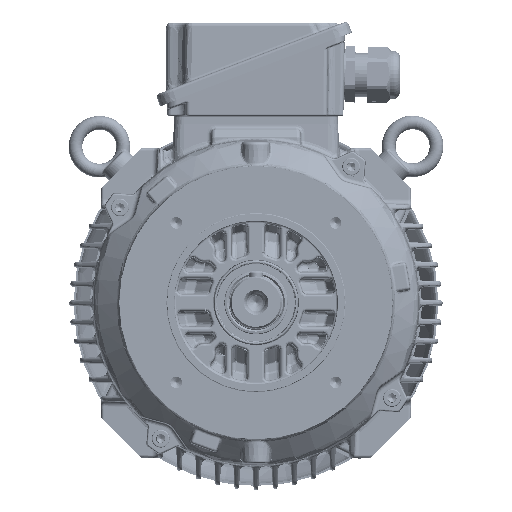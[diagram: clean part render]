
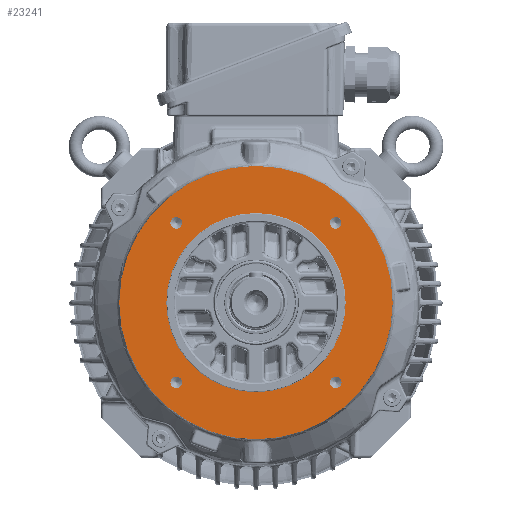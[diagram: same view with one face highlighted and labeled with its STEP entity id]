
A CAD part, top view. The second image highlights one B-rep face of the part: STEP entity #23241.
In plain terms, the highlighted planar face has unit normal (0, 0, 1).
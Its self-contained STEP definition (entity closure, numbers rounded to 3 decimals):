
#4305=FACE_BOUND('',#33753,.T.);
#4306=FACE_BOUND('',#33754,.T.);
#4307=FACE_BOUND('',#33755,.T.);
#4308=FACE_BOUND('',#33756,.T.);
#4309=FACE_BOUND('',#33757,.T.);
#4310=FACE_BOUND('',#33758,.T.);
#5223=PLANE('',#93859);
#23241=ADVANCED_FACE('',(#4305,#4306,#4307,#4308,#4309,#4310),#5223,.F.);
#33753=EDGE_LOOP('',(#54747));
#33754=EDGE_LOOP('',(#54748));
#33755=EDGE_LOOP('',(#54749));
#33756=EDGE_LOOP('',(#54750));
#33757=EDGE_LOOP('',(#54751));
#33758=EDGE_LOOP('',(#54752));
#54747=ORIENTED_EDGE('',*,*,#79420,.T.);
#54748=ORIENTED_EDGE('',*,*,#79422,.T.);
#54749=ORIENTED_EDGE('',*,*,#79424,.T.);
#54750=ORIENTED_EDGE('',*,*,#79426,.T.);
#54751=ORIENTED_EDGE('',*,*,#79427,.T.);
#54752=ORIENTED_EDGE('',*,*,#79430,.F.);
#66288=VERTEX_POINT('',#203580);
#66291=VERTEX_POINT('',#203587);
#66294=VERTEX_POINT('',#203594);
#66297=VERTEX_POINT('',#203601);
#66299=VERTEX_POINT('',#203606);
#66302=VERTEX_POINT('',#203613);
#79420=EDGE_CURVE('',#66288,#66288,#85727,.T.);
#79422=EDGE_CURVE('',#66291,#66291,#85729,.T.);
#79424=EDGE_CURVE('',#66294,#66294,#85731,.T.);
#79426=EDGE_CURVE('',#66297,#66297,#85733,.T.);
#79427=EDGE_CURVE('',#66299,#66299,#85734,.T.);
#79430=EDGE_CURVE('',#66302,#66302,#85737,.T.);
#85727=CIRCLE('',#93790,4.25);
#85729=CIRCLE('',#93794,4.25);
#85731=CIRCLE('',#93798,4.25);
#85733=CIRCLE('',#93802,4.25);
#85734=CIRCLE('',#93805,65.6);
#85737=CIRCLE('',#93809,100.);
#93790=AXIS2_PLACEMENT_3D('',#203579,#113198,#113199);
#93794=AXIS2_PLACEMENT_3D('',#203586,#113206,#113207);
#93798=AXIS2_PLACEMENT_3D('',#203593,#113214,#113215);
#93802=AXIS2_PLACEMENT_3D('',#203600,#113222,#113223);
#93805=AXIS2_PLACEMENT_3D('',#203605,#113228,#113229);
#93809=AXIS2_PLACEMENT_3D('',#203612,#113236,#113237);
#93859=AXIS2_PLACEMENT_3D('',#204203,#113376,#113377);
#113198=DIRECTION('',(0.,0.,-1.));
#113199=DIRECTION('',(-1.,0.,0.));
#113206=DIRECTION('',(0.,0.,-1.));
#113207=DIRECTION('',(-1.,0.,0.));
#113214=DIRECTION('',(0.,0.,-1.));
#113215=DIRECTION('',(-1.,0.,0.));
#113222=DIRECTION('',(0.,0.,-1.));
#113223=DIRECTION('',(-1.,0.,0.));
#113228=DIRECTION('',(0.,0.,-1.));
#113229=DIRECTION('',(-1.,0.,0.));
#113236=DIRECTION('',(0.,0.,-1.));
#113237=DIRECTION('',(-1.,0.,0.));
#113376=DIRECTION('',(0.,0.,-1.));
#113377=DIRECTION('',(-1.,0.,0.));
#203579=CARTESIAN_POINT('',(58.336,-58.336,0.));
#203580=CARTESIAN_POINT('',(54.086,-58.336,0.));
#203586=CARTESIAN_POINT('',(-58.336,-58.336,0.));
#203587=CARTESIAN_POINT('',(-62.586,-58.336,0.));
#203593=CARTESIAN_POINT('',(-58.336,58.336,0.));
#203594=CARTESIAN_POINT('',(-62.586,58.336,0.));
#203600=CARTESIAN_POINT('',(58.336,58.336,0.));
#203601=CARTESIAN_POINT('',(54.086,58.336,0.));
#203605=CARTESIAN_POINT('',(0.,0.,0.));
#203606=CARTESIAN_POINT('',(-65.6,0.,0.));
#203612=CARTESIAN_POINT('',(0.,0.,0.));
#203613=CARTESIAN_POINT('',(-100.,0.,0.));
#204203=CARTESIAN_POINT('',(0.,65.,0.));
